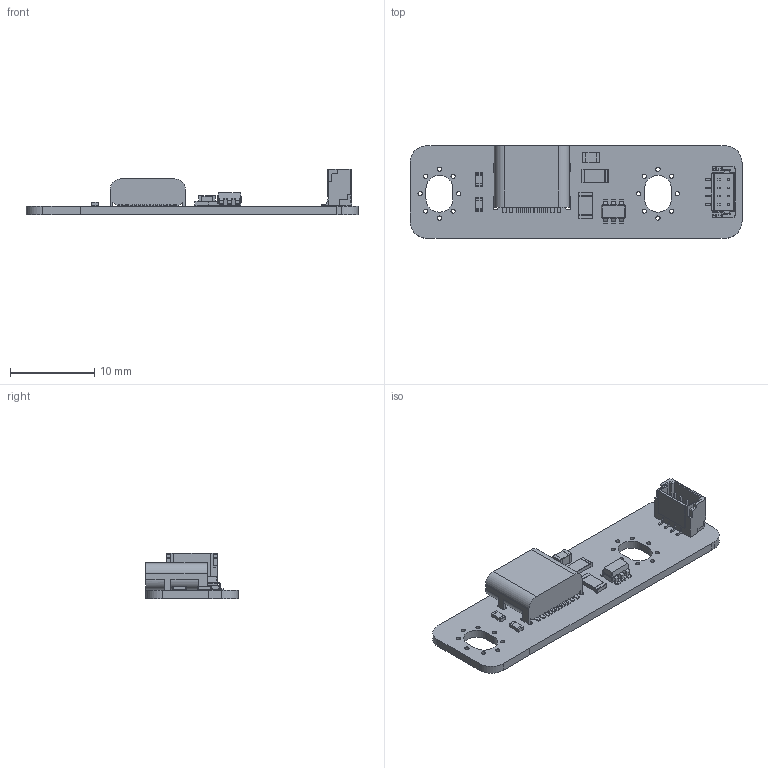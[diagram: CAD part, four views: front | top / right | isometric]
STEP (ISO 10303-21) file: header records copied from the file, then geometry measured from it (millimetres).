
FILE_DESCRIPTION(('KiCad electronic assembly'),'2;1');
FILE_NAME('bsw.step','2021-04-23T02:28:45',('An Author'),('A Company'), 'Open CASCADE STEP processor 6.9','KiCad to STEP converter','Unknown' );
FILE_SCHEMA(('AUTOMOTIVE_DESIGN { 1 0 10303 214 1 1 1 1 }'));
Length unit declared in the file: millimetre
Products named in the file (16): Open CASCADE STEP translator 6.9 1; BM04B-SRSS-TB-LF--SN---3DModel-STEP-56544; COMPOUND; R_0603_1608Metric; SOLID; HRO__TYPE-C-31-M-12; SOT-23-6; R_1206_3216Metric; Fuse_1206_3216Metric; C_0805_2012Metric
Assembly tree (16 placements, depth 3):
  Open CASCADE STEP translator 6.9 1
    BM04B-SRSS-TB-LF--SN---3DModel-STEP-56544
      COMPOUND
    R_0603_1608Metric  x2
      SOLID
    HRO__TYPE-C-31-M-12
      SOLID
    SOT-23-6
      SOLID
    R_1206_3216Metric
      SOLID
    Fuse_1206_3216Metric
      SOLID
    C_0805_2012Metric
      SOLID
    COMPOUND
Bounding box: 39.5 x 11 x 5.4 mm (x, y, z)
Volume: 550.9 mm3; surface area: 1696.6 mm2
Topology: 23 solids, 23 shells, 733 faces, 1914 edges, 1238 vertices
Faces by surface type: plane 549, cylinder 144, bspline 30, cone 10
Full cylindrical faces by diameter (mm): 0.5 x18, 0.65 x2
Entity records: 49165 total; most frequent: CARTESIAN_POINT 9856, DIRECTION 6954, LINE 4802, VECTOR 4802, ORIENTED_EDGE 3692, PCURVE 3692, DEFINITIONAL_REPRESENTATION 3692, EDGE_CURVE 1846
